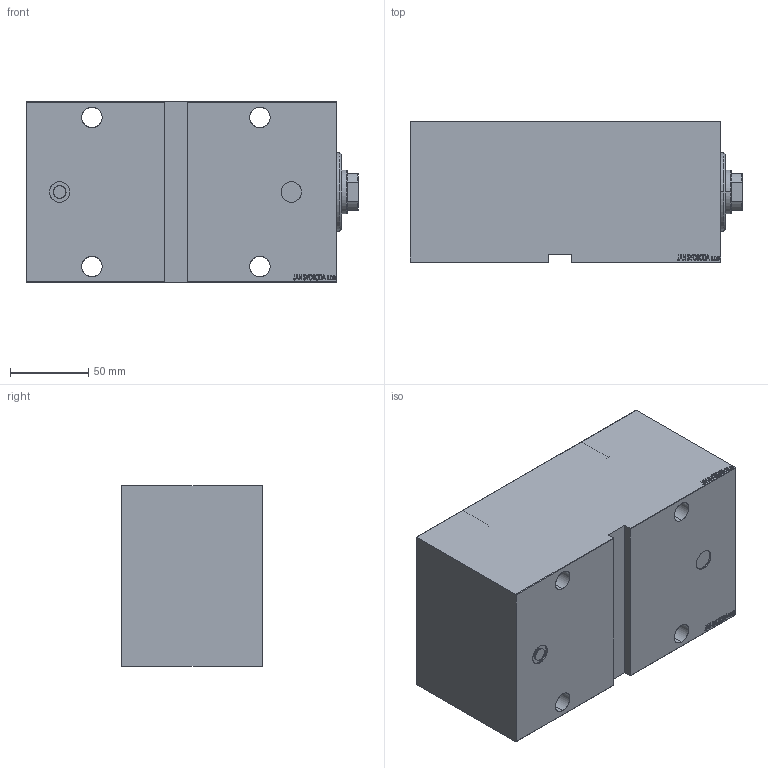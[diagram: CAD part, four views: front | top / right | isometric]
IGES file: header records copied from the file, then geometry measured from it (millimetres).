
Start section: SolidWorks IGES file using analytic representation for surfaces
Global section: file name: 353a.IGS; native system: SolidWorks 2019; preprocessor: SolidWorks 2019; author: Model3D; date: 240422.150955; units: millimetre
Bounding box: 211.5 x 90 x 115 mm (x, y, z)
Surface area: 198745.3 mm2 (no closed solid volume)
Topology: 0 solids, 0 shells, 849 faces, 11779 edges, 11777 vertices
Faces by surface type: bspline 789, revolution 60
